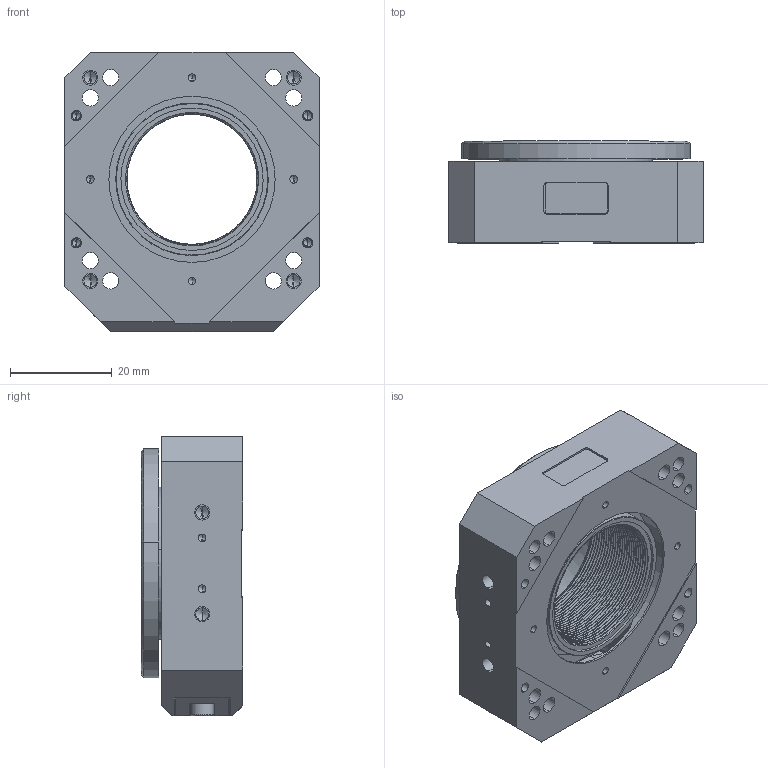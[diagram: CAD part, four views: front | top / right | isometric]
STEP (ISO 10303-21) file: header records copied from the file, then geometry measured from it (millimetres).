
FILE_DESCRIPTION (( 'STEP AP214' ), '1' );
FILE_NAME ('PR-50-1100X.STEP', '2022-02-08T00:11:27', ( '' ), ( '' ), 'SwSTEP 2.0', 'SolidWorks 2020', '' );
FILE_SCHEMA (( 'AUTOMOTIVE_DESIGN' ));
Length unit declared in the file: millimetre
Products named in the file (9): SCREW, SHCS-S, M-DIN_M2.5 x 0.45 x 04mm; PR-50-1100X; 430721 PR-50, Piezo, Base; 430724 PR-50, Piezo, Rotor; SCREW, MS-PPH, M-JCIS_M1.6 x 0.35 x 5mm; 430722 PR-50, Piezo, Carriage; 430415 PPS 20, Back Cover, W20; Set Screw, Cup-H, M-DIN_M3 x 0.5 x 04mm; 430723 PR-50, Piezo, Motor Cover
Assembly tree (13 placements, depth 2):
  PR-50-1100X
    430721 PR-50, Piezo, Base
    430722 PR-50, Piezo, Carriage
    430723 PR-50, Piezo, Motor Cover
    430724 PR-50, Piezo, Rotor
    430415 PPS 20, Back Cover, W20
    SCREW, SHCS-S, M-DIN_M2.5 x 0.45 x 04mm  x2
    SCREW, MS-PPH, M-JCIS_M1.6 x 0.35 x 5mm  x5
    Set Screw, Cup-H, M-DIN_M3 x 0.5 x 04mm
Bounding box: 50 x 20 x 55 mm (x, y, z)
Volume: 27182.8 mm3; surface area: 20204.1 mm2
Topology: 13 solids, 13 shells, 759 faces, 1893 edges, 1168 vertices
Faces by surface type: cylinder 326, plane 250, cone 135, torus 46, bspline 2
Entity records: 22148 total; most frequent: CARTESIAN_POINT 7586, DIRECTION 3007, ORIENTED_EDGE 2908, EDGE_CURVE 1454, AXIS2_PLACEMENT_3D 1155, VERTEX_POINT 926, EDGE_LOOP 714, VECTOR 697
